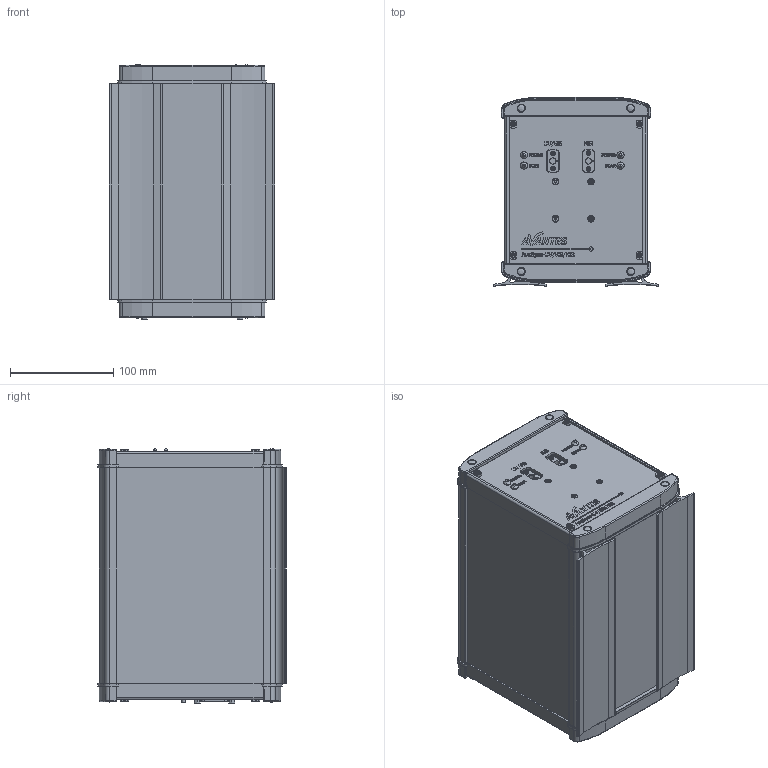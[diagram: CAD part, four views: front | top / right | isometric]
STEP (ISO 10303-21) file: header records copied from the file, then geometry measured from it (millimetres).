
FILE_DESCRIPTION (( 'STEP AP214' ), '1' );
FILE_NAME ('AVASPEC-UV-VIS-NIR.STEP', '2017-03-07T14:52:14', ( '' ), ( '' ), 'SwSTEP 2.0', 'SolidWorks 2016', '' );
FILE_SCHEMA (( 'AUTOMOTIVE_DESIGN' ));
Length unit declared in the file: millimetre
Products named in the file (1): AVASPEC-UV-VIS-NIR
Bounding box: 160.41 x 182.77 x 246.25 mm (x, y, z)
Surface area: 309712.1 mm2 (no closed solid volume)
Topology: 0 solids, 247 shells, 1358 faces, 8588 edges, 7371 vertices
Faces by surface type: plane 535, cylinder 385, cone 230, bspline 154, torus 46, sphere 8
Entity records: 118128 total; most frequent: CARTESIAN_POINT 41527, DIRECTION 11526, ORIENTED_EDGE 10541, EDGE_CURVE 8575, VERTEX_POINT 7371, LINE 4876, VECTOR 4876, AXIS2_PLACEMENT_3D 3325
